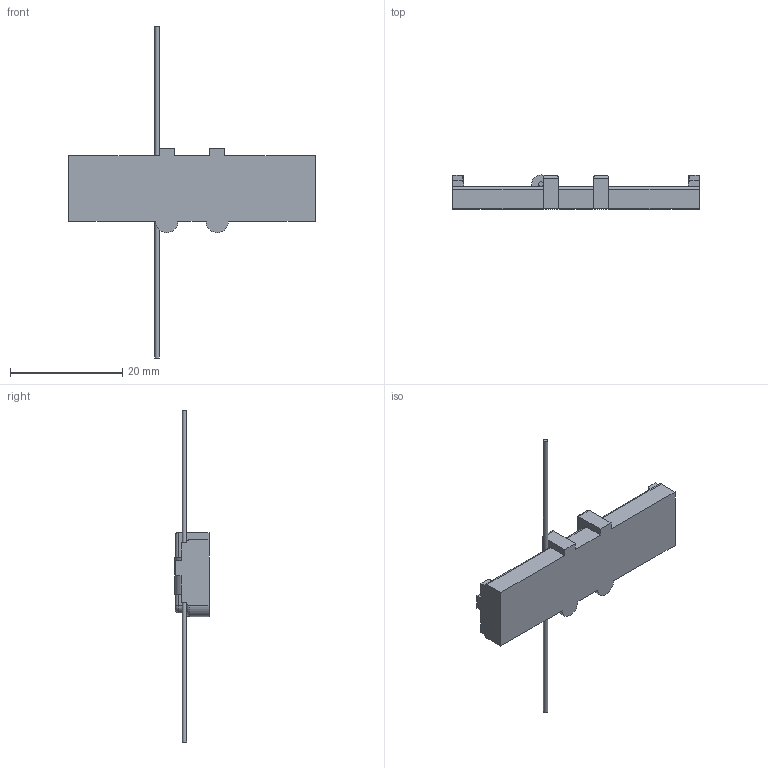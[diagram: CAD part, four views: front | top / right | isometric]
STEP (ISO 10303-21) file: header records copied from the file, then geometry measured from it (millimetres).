
FILE_DESCRIPTION(/* description */ (''),/* implementation_level */ '2;1');
FILE_NAME(/* name */ 'TVS Diode v7.step',/* time_stamp */ '2022-01-16T00:42:22-08:00',/* author */ (''),/* organization */ (''),/* preprocessor_version */ 'ST-DEVELOPER v18.1',/* originating_system */ 'Autodesk Translation Framework v10.10.0.1391',/* authorisation */ '');
FILE_SCHEMA (('AUTOMOTIVE_DESIGN { 1 0 10303 214 3 1 1 }'));
Length unit declared in the file: millimetre
Products named in the file (1): TVS Diode
Bounding box: 44 x 6.08 x 59.25 mm (x, y, z)
Volume: 2272.8 mm3; surface area: 2043.6 mm2
Topology: 4 solids, 4 shells, 103 faces, 251 edges, 158 vertices
Faces by surface type: plane 62, cylinder 37, torus 4
Full cylindrical faces by diameter (mm): 0.8 x2, 3.35 x1
Entity records: 3084 total; most frequent: CARTESIAN_POINT 601, DIRECTION 505, ORIENTED_EDGE 502, EDGE_CURVE 251, LINE 189, VECTOR 189, VERTEX_POINT 158, AXIS2_PLACEMENT_3D 158
